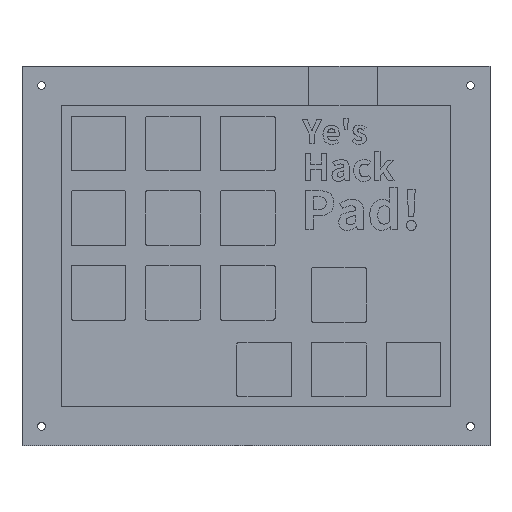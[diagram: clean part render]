
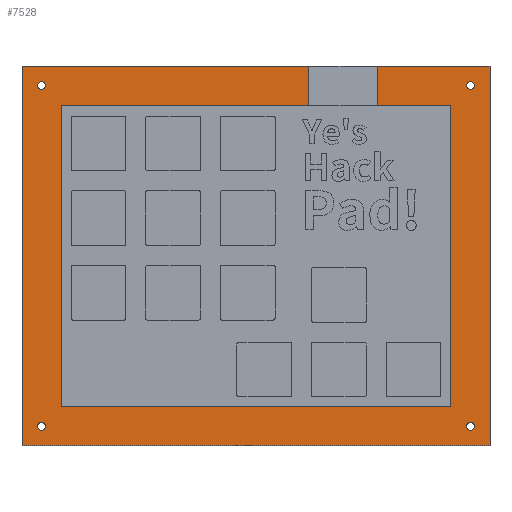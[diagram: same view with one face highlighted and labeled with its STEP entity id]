
A CAD part, top view. The second image highlights one B-rep face of the part: STEP entity #7528.
In plain terms, the highlighted planar face has unit normal (0, 0, 1).
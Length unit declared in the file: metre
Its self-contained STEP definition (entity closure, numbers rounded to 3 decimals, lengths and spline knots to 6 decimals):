
#391=LINE('',#11708,#984);
#395=LINE('',#11716,#988);
#400=LINE('',#11727,#993);
#404=LINE('',#11735,#997);
#405=LINE('',#11745,#998);
#406=LINE('',#11746,#999);
#407=LINE('',#11748,#1000);
#408=LINE('',#11750,#1001);
#409=LINE('',#11751,#1002);
#410=LINE('',#11752,#1003);
#411=LINE('',#11754,#1004);
#412=LINE('',#11756,#1005);
#984=VECTOR('',#9526,1.);
#988=VECTOR('',#9532,1.);
#993=VECTOR('',#9539,1.);
#997=VECTOR('',#9543,1.);
#998=VECTOR('',#9554,1.);
#999=VECTOR('',#9555,1.);
#1000=VECTOR('',#9556,1.);
#1001=VECTOR('',#9557,1.);
#1002=VECTOR('',#9558,1.);
#1003=VECTOR('',#9559,1.);
#1004=VECTOR('',#9560,1.);
#1005=VECTOR('',#9561,1.);
#1436=PLANE('',#8364);
#2280=ORIENTED_EDGE('',*,*,#4138,.F.);
#2281=ORIENTED_EDGE('',*,*,#4139,.F.);
#2282=ORIENTED_EDGE('',*,*,#4140,.F.);
#2283=ORIENTED_EDGE('',*,*,#4141,.F.);
#2284=ORIENTED_EDGE('',*,*,#4128,.F.);
#2285=ORIENTED_EDGE('',*,*,#4142,.T.);
#2286=ORIENTED_EDGE('',*,*,#4137,.T.);
#2287=ORIENTED_EDGE('',*,*,#4143,.T.);
#2288=ORIENTED_EDGE('',*,*,#4144,.F.);
#2289=ORIENTED_EDGE('',*,*,#4145,.F.);
#2290=ORIENTED_EDGE('',*,*,#4133,.T.);
#2291=ORIENTED_EDGE('',*,*,#4146,.T.);
#2292=ORIENTED_EDGE('',*,*,#4124,.F.);
#2293=ORIENTED_EDGE('',*,*,#4147,.F.);
#2294=ORIENTED_EDGE('',*,*,#4148,.F.);
#2295=ORIENTED_EDGE('',*,*,#4149,.F.);
#4124=EDGE_CURVE('',#5153,#5154,#391,.T.);
#4128=EDGE_CURVE('',#5155,#5156,#395,.T.);
#4133=EDGE_CURVE('',#5161,#5160,#400,.T.);
#4137=EDGE_CURVE('',#5158,#5164,#404,.T.);
#4138=EDGE_CURVE('',#5165,#5165,#5706,.T.);
#4139=EDGE_CURVE('',#5166,#5166,#5707,.T.);
#4140=EDGE_CURVE('',#5167,#5167,#5708,.T.);
#4141=EDGE_CURVE('',#5168,#5168,#5709,.T.);
#4142=EDGE_CURVE('',#5155,#5158,#405,.T.);
#4143=EDGE_CURVE('',#5164,#5169,#406,.T.);
#4144=EDGE_CURVE('',#5170,#5169,#407,.T.);
#4145=EDGE_CURVE('',#5161,#5170,#408,.T.);
#4146=EDGE_CURVE('',#5160,#5154,#409,.T.);
#4147=EDGE_CURVE('',#5171,#5153,#410,.T.);
#4148=EDGE_CURVE('',#5172,#5171,#411,.T.);
#4149=EDGE_CURVE('',#5156,#5172,#412,.T.);
#5153=VERTEX_POINT('',#11709);
#5154=VERTEX_POINT('',#11710);
#5155=VERTEX_POINT('',#11715);
#5156=VERTEX_POINT('',#11717);
#5158=VERTEX_POINT('',#11722);
#5160=VERTEX_POINT('',#11726);
#5161=VERTEX_POINT('',#11728);
#5164=VERTEX_POINT('',#11734);
#5165=VERTEX_POINT('',#11738);
#5166=VERTEX_POINT('',#11740);
#5167=VERTEX_POINT('',#11742);
#5168=VERTEX_POINT('',#11744);
#5169=VERTEX_POINT('',#11747);
#5170=VERTEX_POINT('',#11749);
#5171=VERTEX_POINT('',#11753);
#5172=VERTEX_POINT('',#11755);
#5706=CIRCLE('',#8365,0.001);
#5707=CIRCLE('',#8366,0.001);
#5708=CIRCLE('',#8367,0.001);
#5709=CIRCLE('',#8368,0.001);
#6193=EDGE_LOOP('',(#2280));
#6194=EDGE_LOOP('',(#2281));
#6195=EDGE_LOOP('',(#2282));
#6196=EDGE_LOOP('',(#2283));
#6197=EDGE_LOOP('',(#2284,#2285,#2286,#2287,#2288,#2289,#2290,#2291,#2292,
#2293,#2294,#2295));
#6942=FACE_BOUND('',#6193,.T.);
#6943=FACE_BOUND('',#6194,.T.);
#6944=FACE_BOUND('',#6195,.T.);
#6945=FACE_BOUND('',#6196,.T.);
#6946=FACE_BOUND('',#6197,.T.);
#7528=ADVANCED_FACE('',(#6942,#6943,#6944,#6945,#6946),#1436,.T.);
#8364=AXIS2_PLACEMENT_3D('',#11736,#9544,#9545);
#8365=AXIS2_PLACEMENT_3D('',#11737,#9546,#9547);
#8366=AXIS2_PLACEMENT_3D('',#11739,#9548,#9549);
#8367=AXIS2_PLACEMENT_3D('',#11741,#9550,#9551);
#8368=AXIS2_PLACEMENT_3D('',#11743,#9552,#9553);
#9526=DIRECTION('',(-1.,0.,0.));
#9532=DIRECTION('',(-1.,0.,0.));
#9539=DIRECTION('',(-1.,0.,0.));
#9543=DIRECTION('',(-1.,0.,0.));
#9544=DIRECTION('',(0.,0.,1.));
#9545=DIRECTION('',(1.,0.,0.));
#9546=DIRECTION('',(0.,0.,1.));
#9547=DIRECTION('',(1.,0.,0.));
#9548=DIRECTION('',(0.,0.,1.));
#9549=DIRECTION('',(1.,0.,0.));
#9550=DIRECTION('',(0.,0.,1.));
#9551=DIRECTION('',(1.,0.,0.));
#9552=DIRECTION('',(0.,0.,1.));
#9553=DIRECTION('',(1.,0.,0.));
#9554=DIRECTION('',(0.,1.,0.));
#9555=DIRECTION('',(0.,-1.,0.));
#9556=DIRECTION('',(-1.,0.,0.));
#9557=DIRECTION('',(0.,-1.,0.));
#9558=DIRECTION('',(0.,-1.,0.));
#9559=DIRECTION('',(0.,1.,0.));
#9560=DIRECTION('',(1.,0.,0.));
#9561=DIRECTION('',(0.,-1.,0.));
#11708=CARTESIAN_POINT('',(0.,0.03875,0.01));
#11709=CARTESIAN_POINT('',(0.04975,0.03875,0.01));
#11710=CARTESIAN_POINT('',(0.031025,0.03875,0.01));
#11715=CARTESIAN_POINT('',(0.01343,0.03875,0.01));
#11716=CARTESIAN_POINT('',(0.,0.03875,0.01));
#11717=CARTESIAN_POINT('',(-0.04975,0.03875,0.01));
#11722=CARTESIAN_POINT('',(0.01343,0.04875,0.01));
#11726=CARTESIAN_POINT('',(0.031025,0.04875,0.01));
#11727=CARTESIAN_POINT('',(0.,0.04875,0.01));
#11728=CARTESIAN_POINT('',(0.05975,0.04875,0.01));
#11734=CARTESIAN_POINT('',(-0.05975,0.04875,0.01));
#11735=CARTESIAN_POINT('',(0.,0.04875,0.01));
#11736=CARTESIAN_POINT('',(0.,0.00025,0.01));
#11737=CARTESIAN_POINT('',(-0.05475,-0.04325,0.01));
#11738=CARTESIAN_POINT('',(-0.05375,-0.04325,0.01));
#11739=CARTESIAN_POINT('',(-0.05475,0.04375,0.01));
#11740=CARTESIAN_POINT('',(-0.05375,0.04375,0.01));
#11741=CARTESIAN_POINT('',(0.05475,-0.04325,0.01));
#11742=CARTESIAN_POINT('',(0.05575,-0.04325,0.01));
#11743=CARTESIAN_POINT('',(0.05475,0.04375,0.01));
#11744=CARTESIAN_POINT('',(0.05575,0.04375,0.01));
#11745=CARTESIAN_POINT('',(0.01343,0.00025,0.01));
#11746=CARTESIAN_POINT('',(-0.05975,0.00025,0.01));
#11747=CARTESIAN_POINT('',(-0.05975,-0.04825,0.01));
#11748=CARTESIAN_POINT('',(0.,-0.04825,0.01));
#11749=CARTESIAN_POINT('',(0.05975,-0.04825,0.01));
#11750=CARTESIAN_POINT('',(0.05975,0.00025,0.01));
#11751=CARTESIAN_POINT('',(0.031025,0.00025,0.01));
#11752=CARTESIAN_POINT('',(0.04975,0.00025,0.01));
#11753=CARTESIAN_POINT('',(0.04975,-0.03825,0.01));
#11754=CARTESIAN_POINT('',(0.,-0.03825,0.01));
#11755=CARTESIAN_POINT('',(-0.04975,-0.03825,0.01));
#11756=CARTESIAN_POINT('',(-0.04975,0.00025,0.01));
